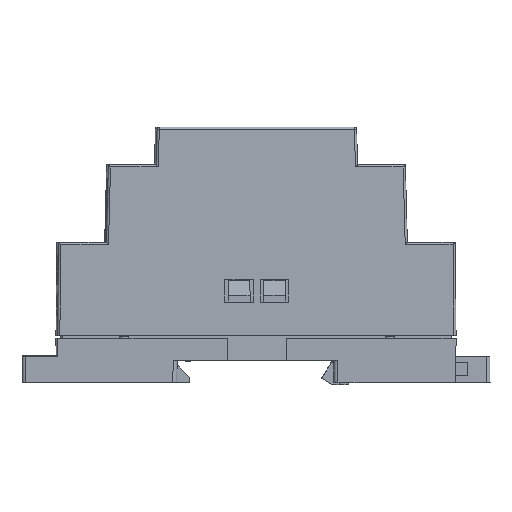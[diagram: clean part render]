
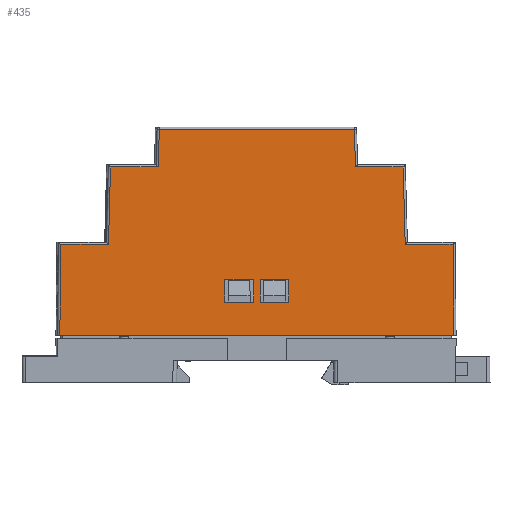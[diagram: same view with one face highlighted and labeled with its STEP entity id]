
A CAD part, left-side view. The second image highlights one B-rep face of the part: STEP entity #435.
In plain terms, the highlighted planar face has unit normal (-1, -0.007, 0.009).
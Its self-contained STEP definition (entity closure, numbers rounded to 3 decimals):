
#435=ADVANCED_FACE('',(#17892,#17894,#17896),#17898,.T.);
#17892=FACE_BOUND('',#17893,.T.);
#17893=EDGE_LOOP('',(#32323,#32324,#32325,#32326,#32327,#32328,#32329,#32330,#32331,
#32332,#32333,#32334));
#17894=FACE_BOUND('',#17895,.T.);
#17895=EDGE_LOOP('',(#32335,#32336,#32337,#32338));
#17896=FACE_BOUND('',#17897,.T.);
#17897=EDGE_LOOP('',(#32339,#32340,#32341,#32342));
#17898=PLANE('',#17899);
#17899=AXIS2_PLACEMENT_3D('',#17900,#17901,#17902);
#17900=CARTESIAN_POINT('',(-28.314,44.494,-104.185));
#17901=DIRECTION('',(-1.,-0.007,0.009));
#17902=DIRECTION('',(0.009,0.,1.));
#32323=ORIENTED_EDGE('',*,*,#43543,.T.);
#32324=ORIENTED_EDGE('',*,*,#43544,.T.);
#32325=ORIENTED_EDGE('',*,*,#43545,.F.);
#32326=ORIENTED_EDGE('',*,*,#43546,.T.);
#32327=ORIENTED_EDGE('',*,*,#43547,.T.);
#32328=ORIENTED_EDGE('',*,*,#43548,.T.);
#32329=ORIENTED_EDGE('',*,*,#43549,.T.);
#32330=ORIENTED_EDGE('',*,*,#43550,.T.);
#32331=ORIENTED_EDGE('',*,*,#43551,.T.);
#32332=ORIENTED_EDGE('',*,*,#43552,.T.);
#32333=ORIENTED_EDGE('',*,*,#43553,.T.);
#32334=ORIENTED_EDGE('',*,*,#43554,.T.);
#32335=ORIENTED_EDGE('',*,*,#43389,.T.);
#32336=ORIENTED_EDGE('',*,*,#43555,.T.);
#32337=ORIENTED_EDGE('',*,*,#43556,.T.);
#32338=ORIENTED_EDGE('',*,*,#43557,.T.);
#32339=ORIENTED_EDGE('',*,*,#43381,.T.);
#32340=ORIENTED_EDGE('',*,*,#43542,.T.);
#32341=ORIENTED_EDGE('',*,*,#43558,.T.);
#32342=ORIENTED_EDGE('',*,*,#43559,.T.);
#43381=EDGE_CURVE('',#49070,#49068,#49071,.T.);
#43389=EDGE_CURVE('',#49086,#49084,#49087,.T.);
#43542=EDGE_CURVE('',#49068,#49349,#49351,.T.);
#43543=EDGE_CURVE('',#49352,#49353,#49354,.T.);
#43544=EDGE_CURVE('',#49353,#49355,#49356,.T.);
#43545=EDGE_CURVE('',#49357,#49355,#49358,.T.);
#43546=EDGE_CURVE('',#49357,#49359,#49360,.T.);
#43547=EDGE_CURVE('',#49359,#49361,#49362,.T.);
#43548=EDGE_CURVE('',#49361,#49363,#49364,.T.);
#43549=EDGE_CURVE('',#49363,#49365,#49366,.T.);
#43550=EDGE_CURVE('',#49365,#49367,#49368,.T.);
#43551=EDGE_CURVE('',#49367,#49369,#49370,.T.);
#43552=EDGE_CURVE('',#49369,#49371,#49372,.T.);
#43553=EDGE_CURVE('',#49371,#49373,#49374,.T.);
#43554=EDGE_CURVE('',#49373,#49352,#49375,.T.);
#43555=EDGE_CURVE('',#49084,#49376,#49377,.T.);
#43556=EDGE_CURVE('',#49376,#49378,#49379,.T.);
#43557=EDGE_CURVE('',#49378,#49086,#49380,.T.);
#43558=EDGE_CURVE('',#49349,#49381,#49382,.T.);
#43559=EDGE_CURVE('',#49381,#49070,#49383,.T.);
#49068=VERTEX_POINT('',#58545);
#49070=VERTEX_POINT('',#58549);
#49071=LINE('',#58550,#58551);
#49084=VERTEX_POINT('',#58577);
#49086=VERTEX_POINT('',#58581);
#49087=LINE('',#58582,#58583);
#49349=VERTEX_POINT('',#59148);
#49351=LINE('',#59152,#59153);
#49352=VERTEX_POINT('',#59155);
#49353=VERTEX_POINT('',#59156);
#49354=LINE('',#59157,#59158);
#49355=VERTEX_POINT('',#59160);
#49356=LINE('',#59161,#59162);
#49357=VERTEX_POINT('',#59164);
#49358=LINE('',#59165,#59166);
#49359=VERTEX_POINT('',#59168);
#49360=LINE('',#59169,#59170);
#49361=VERTEX_POINT('',#59172);
#49362=LINE('',#59173,#59174);
#49363=VERTEX_POINT('',#59176);
#49364=LINE('',#59177,#59178);
#49365=VERTEX_POINT('',#59180);
#49366=LINE('',#59181,#59182);
#49367=VERTEX_POINT('',#59184);
#49368=LINE('',#59185,#59186);
#49369=VERTEX_POINT('',#59188);
#49370=LINE('',#59189,#59190);
#49371=VERTEX_POINT('',#59192);
#49372=LINE('',#59193,#59194);
#49373=VERTEX_POINT('',#59196);
#49374=LINE('',#59197,#59198);
#49375=LINE('',#59200,#59201);
#49376=VERTEX_POINT('',#59203);
#49377=LINE('',#59204,#59205);
#49378=VERTEX_POINT('',#59207);
#49379=LINE('',#59208,#59209);
#49380=LINE('',#59211,#59212);
#49381=VERTEX_POINT('',#59214);
#49382=LINE('',#59215,#59216);
#49383=LINE('',#59218,#59219);
#58545=CARTESIAN_POINT('',(-26.975,6.753,18.2));
#58549=CARTESIAN_POINT('',(-26.928,0.253,18.2));
#58550=CARTESIAN_POINT('',(-26.928,0.253,18.2));
#58551=VECTOR('',#58552,1.);
#58552=DIRECTION('',(-0.007,1.,0.));
#58577=CARTESIAN_POINT('',(-26.917,-1.247,18.2));
#58581=CARTESIAN_POINT('',(-26.871,-7.747,18.2));
#58582=CARTESIAN_POINT('',(-26.871,-7.747,18.2));
#58583=VECTOR('',#58584,1.);
#58584=DIRECTION('',(-0.007,1.,0.));
#59148=CARTESIAN_POINT('',(-26.931,6.753,23.2));
#59152=CARTESIAN_POINT('',(-26.975,6.753,18.2));
#59153=VECTOR('',#59154,1.);
#59154=DIRECTION('',(0.009,0.,1.));
#59155=CARTESIAN_POINT('',(-27.05,33.016,31.204));
#59156=CARTESIAN_POINT('',(-27.127,43.824,31.204));
#59157=CARTESIAN_POINT('',(-27.05,33.016,31.204));
#59158=VECTOR('',#59159,1.);
#59159=DIRECTION('',(-0.007,1.,0.));
#59160=CARTESIAN_POINT('',(-27.308,44.001,10.7));
#59161=CARTESIAN_POINT('',(-27.127,43.824,31.204));
#59162=VECTOR('',#59163,1.);
#59163=DIRECTION('',(-0.009,0.009,-1.));
#59164=CARTESIAN_POINT('',(-26.669,-44.996,10.7));
#59165=CARTESIAN_POINT('',(-26.669,-44.996,10.7));
#59166=VECTOR('',#59167,1.);
#59167=DIRECTION('',(-0.007,1.,0.));
#59168=CARTESIAN_POINT('',(-26.491,-44.816,31.204));
#59169=CARTESIAN_POINT('',(-26.669,-44.996,10.7));
#59170=VECTOR('',#59171,1.);
#59171=DIRECTION('',(0.009,0.009,1.));
#59172=CARTESIAN_POINT('',(-26.569,-34.008,31.204));
#59173=CARTESIAN_POINT('',(-26.491,-44.816,31.204));
#59174=VECTOR('',#59175,1.);
#59175=DIRECTION('',(-0.007,1.,0.));
#59176=CARTESIAN_POINT('',(-26.419,-33.549,48.704));
#59177=CARTESIAN_POINT('',(-26.569,-34.008,31.204));
#59178=VECTOR('',#59179,1.);
#59179=DIRECTION('',(0.009,0.026,1.));
#59180=CARTESIAN_POINT('',(-26.497,-22.758,48.704));
#59181=CARTESIAN_POINT('',(-26.419,-33.549,48.704));
#59182=VECTOR('',#59183,1.);
#59183=DIRECTION('',(-0.007,1.,0.));
#59184=CARTESIAN_POINT('',(-26.424,-22.534,57.204));
#59185=CARTESIAN_POINT('',(-26.497,-22.758,48.704));
#59186=VECTOR('',#59187,1.);
#59187=DIRECTION('',(0.009,0.026,1.));
#59188=CARTESIAN_POINT('',(-26.74,21.545,57.204));
#59189=CARTESIAN_POINT('',(-26.424,-22.534,57.204));
#59190=VECTOR('',#59191,1.);
#59191=DIRECTION('',(-0.007,1.,0.));
#59192=CARTESIAN_POINT('',(-26.816,21.767,48.704));
#59193=CARTESIAN_POINT('',(-26.74,21.545,57.204));
#59194=VECTOR('',#59195,1.);
#59195=DIRECTION('',(-0.009,0.026,-1.));
#59196=CARTESIAN_POINT('',(-26.894,32.559,48.704));
#59197=CARTESIAN_POINT('',(-26.816,21.767,48.704));
#59198=VECTOR('',#59199,1.);
#59199=DIRECTION('',(-0.007,1.,0.));
#59200=CARTESIAN_POINT('',(-26.894,32.559,48.704));
#59201=VECTOR('',#59202,1.);
#59202=DIRECTION('',(-0.009,0.026,-1.));
#59203=CARTESIAN_POINT('',(-26.874,-1.247,23.2));
#59204=CARTESIAN_POINT('',(-26.917,-1.247,18.2));
#59205=VECTOR('',#59206,1.);
#59206=DIRECTION('',(0.009,0.,1.));
#59207=CARTESIAN_POINT('',(-26.827,-7.747,23.2));
#59208=CARTESIAN_POINT('',(-26.874,-1.247,23.2));
#59209=VECTOR('',#59210,1.);
#59210=DIRECTION('',(0.007,-1.,0.));
#59211=CARTESIAN_POINT('',(-26.827,-7.747,23.2));
#59212=VECTOR('',#59213,1.);
#59213=DIRECTION('',(-0.009,0.,-1.));
#59214=CARTESIAN_POINT('',(-26.884,0.253,23.2));
#59215=CARTESIAN_POINT('',(-26.931,6.753,23.2));
#59216=VECTOR('',#59217,1.);
#59217=DIRECTION('',(0.007,-1.,0.));
#59218=CARTESIAN_POINT('',(-26.884,0.253,23.2));
#59219=VECTOR('',#59220,1.);
#59220=DIRECTION('',(-0.009,0.,-1.));
